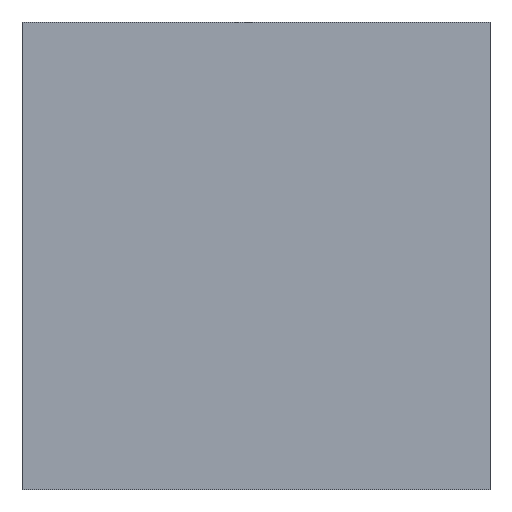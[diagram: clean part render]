
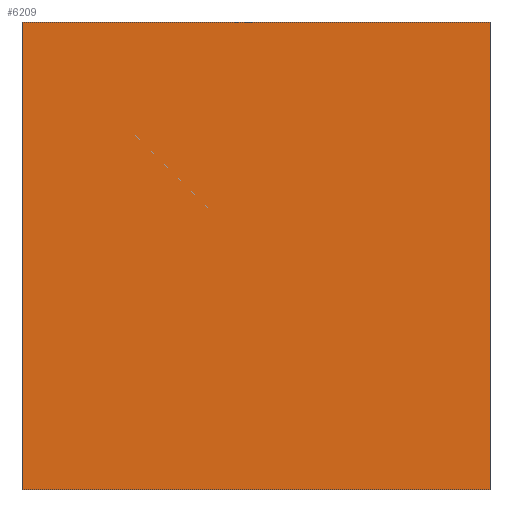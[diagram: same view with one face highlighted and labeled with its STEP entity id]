
A CAD part, left-side view. The second image highlights one B-rep face of the part: STEP entity #6209.
In plain terms, the highlighted planar face has unit normal (-1, 0, 0).
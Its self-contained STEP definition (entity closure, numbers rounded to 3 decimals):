
#623 = CARTESIAN_POINT ( 'NONE',  ( -4.85, 2.5, -2.5 ) ) ;
#774 = VECTOR ( 'NONE', #823, 1000. ) ;
#775 = CARTESIAN_POINT ( 'NONE',  ( -4.85, 2.5, 2.5 ) ) ;
#776 = LINE ( 'NONE', #775, #774 ) ;
#797 = DIRECTION ( 'NONE',  ( 0., 0., 1. ) ) ;
#798 = DIRECTION ( 'NONE',  ( -1., 0., 0. ) ) ;
#799 = CARTESIAN_POINT ( 'NONE',  ( -4.85, -28.951, 2.5 ) ) ;
#800 = AXIS2_PLACEMENT_3D ( 'NONE', #799, #798, #797 ) ;
#801 = PLANE ( 'NONE',  #800 ) ;
#816 = FACE_OUTER_BOUND ( 'NONE', #6210, .T. ) ;
#822 = CARTESIAN_POINT ( 'NONE',  ( -4.85, 2.5, 2.5 ) ) ;
#823 = DIRECTION ( 'NONE',  ( 0., 0., -1. ) ) ;
#840 = CARTESIAN_POINT ( 'NONE',  ( -4.85, -2.5, -2.5 ) ) ;
#841 = CARTESIAN_POINT ( 'NONE',  ( -4.85, -2.5, 2.5 ) ) ;
#842 = DIRECTION ( 'NONE',  ( 0., 0., -1. ) ) ;
#843 = VECTOR ( 'NONE', #842, 1000. ) ;
#844 = CARTESIAN_POINT ( 'NONE',  ( -4.85, -2.5, 2.5 ) ) ;
#845 = LINE ( 'NONE', #844, #843 ) ;
#846 = DIRECTION ( 'NONE',  ( 0., 1., 0. ) ) ;
#847 = VECTOR ( 'NONE', #846, 1000. ) ;
#848 = CARTESIAN_POINT ( 'NONE',  ( -4.85, -28.951, 2.5 ) ) ;
#849 = LINE ( 'NONE', #848, #847 ) ;
#850 = DIRECTION ( 'NONE',  ( 0., 1., 0. ) ) ;
#851 = VECTOR ( 'NONE', #850, 1000. ) ;
#852 = CARTESIAN_POINT ( 'NONE',  ( -4.85, -28.951, -2.5 ) ) ;
#853 = LINE ( 'NONE', #852, #851 ) ;
#6149 = VERTEX_POINT ( 'NONE', #623 ) ;
#6205 = EDGE_CURVE ( 'NONE', #6206, #6149, #776, .T. ) ;
#6206 = VERTEX_POINT ( 'NONE', #822 ) ;
#6209 = ADVANCED_FACE ( 'NONE', ( #816 ), #801, .T. ) ;
#6210 = EDGE_LOOP ( 'NONE', ( #6211, #6212, #6214, #6215 ) ) ;
#6211 = ORIENTED_EDGE ( 'NONE', *, *, #6205, .T. ) ;
#6212 = ORIENTED_EDGE ( 'NONE', *, *, #6213, .F. ) ;
#6213 = EDGE_CURVE ( 'NONE', #6220, #6149, #853, .T. ) ;
#6214 = ORIENTED_EDGE ( 'NONE', *, *, #6218, .F. ) ;
#6215 = ORIENTED_EDGE ( 'NONE', *, *, #6216, .T. ) ;
#6216 = EDGE_CURVE ( 'NONE', #6219, #6206, #849, .T. ) ;
#6218 = EDGE_CURVE ( 'NONE', #6219, #6220, #845, .T. ) ;
#6219 = VERTEX_POINT ( 'NONE', #841 ) ;
#6220 = VERTEX_POINT ( 'NONE', #840 ) ;
